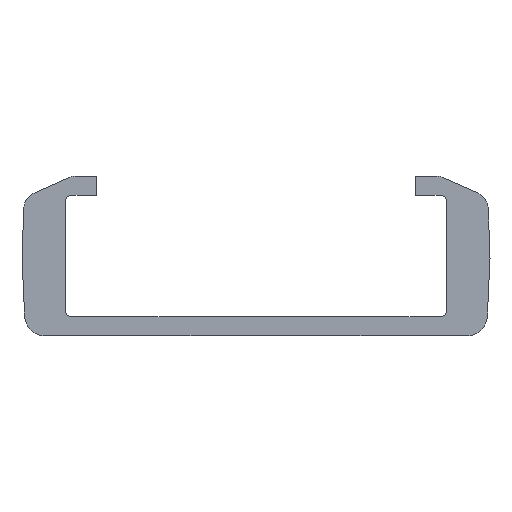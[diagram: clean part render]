
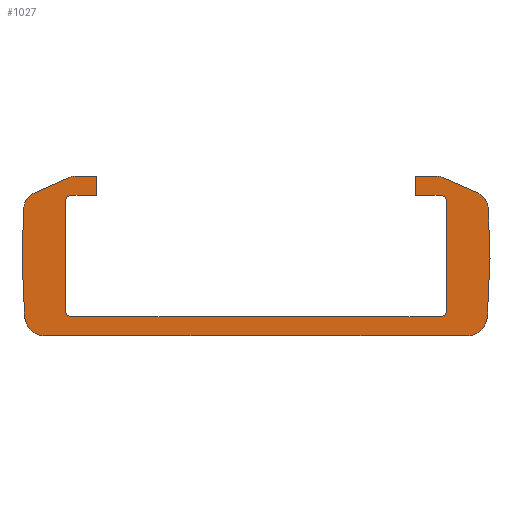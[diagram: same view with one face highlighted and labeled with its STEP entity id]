
A CAD part, top view. The second image highlights one B-rep face of the part: STEP entity #1027.
In plain terms, the highlighted planar face has unit normal (0, 0, 1).
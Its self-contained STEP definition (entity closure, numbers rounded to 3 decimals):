
#252=DIRECTION('',(-1.,0.,0.));
#253=VECTOR('',#252,7.711);
#254=CARTESIAN_POINT('',(43.038,5.262,2.));
#255=LINE('',#254,#253);
#256=DIRECTION('',(-1.,0.,0.));
#257=VECTOR('',#256,25.098);
#258=CARTESIAN_POINT('',(68.136,5.262,2.));
#259=LINE('',#258,#257);
#260=CARTESIAN_POINT('',(68.136,6.262,2.));
#261=DIRECTION('',(0.,0.,-1.));
#262=DIRECTION('',(1.,0.,0.));
#263=AXIS2_PLACEMENT_3D('',#260,#261,#262);
#265=DIRECTION('',(0.,-1.,0.));
#266=VECTOR('',#265,17.084);
#267=CARTESIAN_POINT('',(69.136,23.346,2.));
#268=LINE('',#267,#266);
#269=CARTESIAN_POINT('',(68.136,23.346,2.));
#270=DIRECTION('',(0.,0.,-1.));
#271=DIRECTION('',(0.,1.,0.));
#272=AXIS2_PLACEMENT_3D('',#269,#270,#271);
#274=DIRECTION('',(1.,0.,0.));
#275=VECTOR('',#274,3.909);
#276=CARTESIAN_POINT('',(64.227,24.346,2.));
#277=LINE('',#276,#275);
#278=DIRECTION('',(0.,-1.,0.));
#279=VECTOR('',#278,3.);
#280=CARTESIAN_POINT('',(64.227,27.346,2.));
#281=LINE('',#280,#279);
#282=DIRECTION('',(-1.,0.,0.));
#283=VECTOR('',#282,3.37);
#284=CARTESIAN_POINT('',(67.597,27.346,2.));
#285=LINE('',#284,#283);
#286=CARTESIAN_POINT('',(67.597,25.181,2.));
#287=DIRECTION('',(0.,0.,1.));
#288=DIRECTION('',(0.407,0.914,0.));
#289=AXIS2_PLACEMENT_3D('',#286,#287,#288);
#291=DIRECTION('',(-0.914,0.407,0.));
#292=VECTOR('',#291,6.038);
#293=CARTESIAN_POINT('',(73.994,24.703,2.));
#294=LINE('',#293,#292);
#295=CARTESIAN_POINT('',(72.834,22.097,2.));
#296=DIRECTION('',(0.,0.,1.));
#297=DIRECTION('',(0.999,0.035,0.));
#298=AXIS2_PLACEMENT_3D('',#295,#296,#297);
#300=DIRECTION('',(-0.035,0.999,0.));
#301=VECTOR('',#300,7.806);
#302=CARTESIAN_POINT('',(75.957,14.396,2.));
#303=LINE('',#302,#301);
#304=DIRECTION('',(0.045,0.999,0.));
#305=VECTOR('',#304,9.034);
#306=CARTESIAN_POINT('',(75.547,5.371,2.));
#307=LINE('',#306,#305);
#308=CARTESIAN_POINT('',(72.277,5.52,2.));
#309=DIRECTION('',(0.,0.,1.));
#310=DIRECTION('',(0.,-1.,0.));
#311=AXIS2_PLACEMENT_3D('',#308,#309,#310);
#313=DIRECTION('',(1.,0.,0.));
#314=VECTOR('',#313,29.35);
#315=CARTESIAN_POINT('',(42.927,2.246,2.));
#316=LINE('',#315,#314);
#317=DIRECTION('',(1.,0.,0.));
#318=VECTOR('',#317,7.6);
#319=CARTESIAN_POINT('',(35.327,2.246,2.));
#320=LINE('',#319,#318);
#321=DIRECTION('',(1.,0.,0.));
#322=VECTOR('',#321,29.15);
#323=CARTESIAN_POINT('',(6.177,2.246,2.));
#324=LINE('',#323,#322);
#325=CARTESIAN_POINT('',(6.177,5.52,2.));
#326=DIRECTION('',(0.,0.,1.));
#327=DIRECTION('',(-0.999,-0.045,0.));
#328=AXIS2_PLACEMENT_3D('',#325,#326,#327);
#330=DIRECTION('',(0.045,-0.999,0.));
#331=VECTOR('',#330,9.034);
#332=CARTESIAN_POINT('',(2.497,14.396,2.));
#333=LINE('',#332,#331);
#334=DIRECTION('',(-0.035,-0.999,0.));
#335=VECTOR('',#334,7.87);
#336=CARTESIAN_POINT('',(2.772,22.262,2.));
#337=LINE('',#336,#335);
#338=CARTESIAN_POINT('',(5.518,22.166,2.));
#339=DIRECTION('',(0.,0.,1.));
#340=DIRECTION('',(-0.407,0.914,0.));
#341=AXIS2_PLACEMENT_3D('',#338,#339,#340);
#343=DIRECTION('',(-0.914,-0.407,0.));
#344=VECTOR('',#343,6.103);
#345=CARTESIAN_POINT('',(9.976,27.159,2.));
#346=LINE('',#345,#344);
#347=CARTESIAN_POINT('',(10.857,25.181,2.));
#348=DIRECTION('',(0.,0.,1.));
#349=DIRECTION('',(0.,1.,0.));
#350=AXIS2_PLACEMENT_3D('',#347,#348,#349);
#352=DIRECTION('',(-1.,0.,0.));
#353=VECTOR('',#352,3.37);
#354=CARTESIAN_POINT('',(14.227,27.346,2.));
#355=LINE('',#354,#353);
#356=DIRECTION('',(0.,1.,0.));
#357=VECTOR('',#356,3.);
#358=CARTESIAN_POINT('',(14.227,24.346,2.));
#359=LINE('',#358,#357);
#360=DIRECTION('',(1.,0.,0.));
#361=VECTOR('',#360,3.911);
#362=CARTESIAN_POINT('',(10.316,24.346,2.));
#363=LINE('',#362,#361);
#364=CARTESIAN_POINT('',(10.316,23.346,2.));
#365=DIRECTION('',(0.,0.,-1.));
#366=DIRECTION('',(-1.,0.,0.));
#367=AXIS2_PLACEMENT_3D('',#364,#365,#366);
#369=DIRECTION('',(0.,1.,0.));
#370=VECTOR('',#369,17.084);
#371=CARTESIAN_POINT('',(9.316,6.262,2.));
#372=LINE('',#371,#370);
#373=CARTESIAN_POINT('',(10.316,6.262,2.));
#374=DIRECTION('',(0.,0.,-1.));
#375=DIRECTION('',(0.,-1.,0.));
#376=AXIS2_PLACEMENT_3D('',#373,#374,#375);
#378=DIRECTION('',(-1.,0.,0.));
#379=VECTOR('',#378,25.011);
#380=CARTESIAN_POINT('',(35.327,5.262,2.));
#381=LINE('',#380,#379);
#442=CARTESIAN_POINT('',(43.038,5.262,2.));
#443=CARTESIAN_POINT('',(35.327,5.262,2.));
#444=VERTEX_POINT('',#442);
#445=VERTEX_POINT('',#443);
#446=CARTESIAN_POINT('',(10.316,5.262,2.));
#447=VERTEX_POINT('',#446);
#448=CARTESIAN_POINT('',(9.316,6.262,2.));
#449=VERTEX_POINT('',#448);
#450=CARTESIAN_POINT('',(9.316,23.346,2.));
#451=VERTEX_POINT('',#450);
#452=CARTESIAN_POINT('',(10.316,24.346,2.));
#453=VERTEX_POINT('',#452);
#454=CARTESIAN_POINT('',(14.227,24.346,2.));
#455=VERTEX_POINT('',#454);
#456=CARTESIAN_POINT('',(14.227,27.346,2.));
#457=VERTEX_POINT('',#456);
#458=CARTESIAN_POINT('',(10.857,27.346,2.));
#459=VERTEX_POINT('',#458);
#460=CARTESIAN_POINT('',(9.976,27.159,2.));
#461=VERTEX_POINT('',#460);
#462=CARTESIAN_POINT('',(4.401,24.677,2.));
#463=VERTEX_POINT('',#462);
#464=CARTESIAN_POINT('',(2.772,22.262,2.));
#465=VERTEX_POINT('',#464);
#466=CARTESIAN_POINT('',(2.497,14.396,2.));
#467=VERTEX_POINT('',#466);
#468=CARTESIAN_POINT('',(2.907,5.371,2.));
#469=VERTEX_POINT('',#468);
#470=CARTESIAN_POINT('',(6.177,2.246,2.));
#471=VERTEX_POINT('',#470);
#472=CARTESIAN_POINT('',(35.327,2.246,2.));
#473=VERTEX_POINT('',#472);
#474=CARTESIAN_POINT('',(42.927,2.246,2.));
#475=VERTEX_POINT('',#474);
#476=CARTESIAN_POINT('',(72.277,2.246,2.));
#477=VERTEX_POINT('',#476);
#478=CARTESIAN_POINT('',(75.547,5.371,2.));
#479=VERTEX_POINT('',#478);
#480=CARTESIAN_POINT('',(75.957,14.396,2.));
#481=VERTEX_POINT('',#480);
#482=CARTESIAN_POINT('',(75.684,22.197,2.));
#483=VERTEX_POINT('',#482);
#484=CARTESIAN_POINT('',(73.994,24.703,2.));
#485=VERTEX_POINT('',#484);
#486=CARTESIAN_POINT('',(68.478,27.159,2.));
#487=VERTEX_POINT('',#486);
#488=CARTESIAN_POINT('',(67.597,27.346,2.));
#489=VERTEX_POINT('',#488);
#490=CARTESIAN_POINT('',(64.227,27.346,2.));
#491=VERTEX_POINT('',#490);
#492=CARTESIAN_POINT('',(64.227,24.346,2.));
#493=VERTEX_POINT('',#492);
#494=CARTESIAN_POINT('',(68.136,24.346,2.));
#495=VERTEX_POINT('',#494);
#496=CARTESIAN_POINT('',(69.136,23.346,2.));
#497=VERTEX_POINT('',#496);
#498=CARTESIAN_POINT('',(69.136,6.262,2.));
#499=VERTEX_POINT('',#498);
#500=CARTESIAN_POINT('',(68.136,5.262,2.));
#501=VERTEX_POINT('',#500);
#990=CARTESIAN_POINT('',(0.,0.,2.));
#991=DIRECTION('',(0.,0.,1.));
#992=DIRECTION('',(1.,0.,0.));
#993=AXIS2_PLACEMENT_3D('',#990,#991,#992);
#994=PLANE('',#993);
#995=ORIENTED_EDGE('',*,*,#578,.F.);
#996=ORIENTED_EDGE('',*,*,#593,.F.);
#997=ORIENTED_EDGE('',*,*,#607,.F.);
#998=ORIENTED_EDGE('',*,*,#621,.F.);
#999=ORIENTED_EDGE('',*,*,#635,.F.);
#1000=ORIENTED_EDGE('',*,*,#649,.F.);
#1001=ORIENTED_EDGE('',*,*,#663,.F.);
#1002=ORIENTED_EDGE('',*,*,#677,.F.);
#1003=ORIENTED_EDGE('',*,*,#691,.F.);
#1004=ORIENTED_EDGE('',*,*,#705,.F.);
#1005=ORIENTED_EDGE('',*,*,#719,.F.);
#1006=ORIENTED_EDGE('',*,*,#733,.F.);
#1007=ORIENTED_EDGE('',*,*,#747,.F.);
#1008=ORIENTED_EDGE('',*,*,#761,.F.);
#1009=ORIENTED_EDGE('',*,*,#775,.F.);
#1010=ORIENTED_EDGE('',*,*,#789,.F.);
#1011=ORIENTED_EDGE('',*,*,#803,.F.);
#1012=ORIENTED_EDGE('',*,*,#817,.F.);
#1013=ORIENTED_EDGE('',*,*,#831,.F.);
#1014=ORIENTED_EDGE('',*,*,#845,.F.);
#1015=ORIENTED_EDGE('',*,*,#859,.F.);
#1016=ORIENTED_EDGE('',*,*,#873,.F.);
#1017=ORIENTED_EDGE('',*,*,#887,.F.);
#1018=ORIENTED_EDGE('',*,*,#901,.F.);
#1019=ORIENTED_EDGE('',*,*,#915,.F.);
#1020=ORIENTED_EDGE('',*,*,#929,.F.);
#1021=ORIENTED_EDGE('',*,*,#943,.F.);
#1022=ORIENTED_EDGE('',*,*,#957,.F.);
#1023=ORIENTED_EDGE('',*,*,#971,.F.);
#1024=ORIENTED_EDGE('',*,*,#984,.F.);
#1025=EDGE_LOOP('',(#995,#996,#997,#998,#999,#1000,#1001,#1002,#1003,#1004,
#1005,#1006,#1007,#1008,#1009,#1010,#1011,#1012,#1013,#1014,#1015,#1016,#1017,
#1018,#1019,#1020,#1021,#1022,#1023,#1024));
#1026=FACE_OUTER_BOUND('',#1025,.F.);
#1027=ADVANCED_FACE('',(#1026),#994,.T.);
#264=CIRCLE('',#263,1.);
#273=CIRCLE('',#272,1.);
#290=CIRCLE('',#289,2.165);
#299=CIRCLE('',#298,2.852);
#312=CIRCLE('',#311,3.273);
#329=CIRCLE('',#328,3.273);
#342=CIRCLE('',#341,2.748);
#351=CIRCLE('',#350,2.165);
#368=CIRCLE('',#367,1.);
#377=CIRCLE('',#376,1.);
#578=EDGE_CURVE('',#444,#445,#255,.T.);
#593=EDGE_CURVE('',#501,#444,#259,.T.);
#607=EDGE_CURVE('',#499,#501,#264,.T.);
#621=EDGE_CURVE('',#497,#499,#268,.T.);
#635=EDGE_CURVE('',#495,#497,#273,.T.);
#649=EDGE_CURVE('',#493,#495,#277,.T.);
#663=EDGE_CURVE('',#491,#493,#281,.T.);
#677=EDGE_CURVE('',#489,#491,#285,.T.);
#691=EDGE_CURVE('',#487,#489,#290,.T.);
#705=EDGE_CURVE('',#485,#487,#294,.T.);
#719=EDGE_CURVE('',#483,#485,#299,.T.);
#733=EDGE_CURVE('',#481,#483,#303,.T.);
#747=EDGE_CURVE('',#479,#481,#307,.T.);
#761=EDGE_CURVE('',#477,#479,#312,.T.);
#775=EDGE_CURVE('',#475,#477,#316,.T.);
#789=EDGE_CURVE('',#473,#475,#320,.T.);
#803=EDGE_CURVE('',#471,#473,#324,.T.);
#817=EDGE_CURVE('',#469,#471,#329,.T.);
#831=EDGE_CURVE('',#467,#469,#333,.T.);
#845=EDGE_CURVE('',#465,#467,#337,.T.);
#859=EDGE_CURVE('',#463,#465,#342,.T.);
#873=EDGE_CURVE('',#461,#463,#346,.T.);
#887=EDGE_CURVE('',#459,#461,#351,.T.);
#901=EDGE_CURVE('',#457,#459,#355,.T.);
#915=EDGE_CURVE('',#455,#457,#359,.T.);
#929=EDGE_CURVE('',#453,#455,#363,.T.);
#943=EDGE_CURVE('',#451,#453,#368,.T.);
#957=EDGE_CURVE('',#449,#451,#372,.T.);
#971=EDGE_CURVE('',#447,#449,#377,.T.);
#984=EDGE_CURVE('',#445,#447,#381,.T.);
